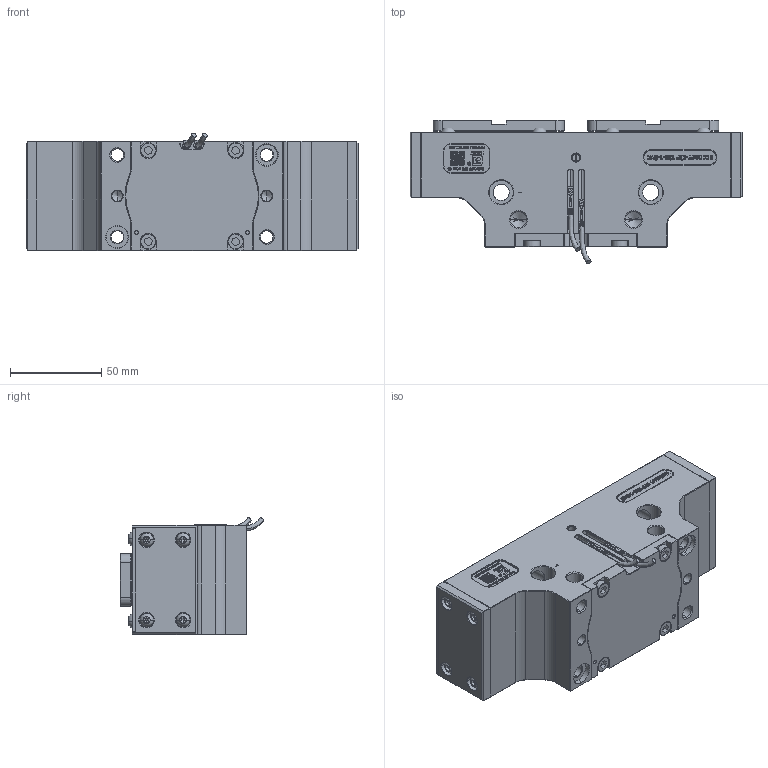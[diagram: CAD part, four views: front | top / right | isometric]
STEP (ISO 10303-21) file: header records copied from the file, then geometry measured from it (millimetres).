
FILE_DESCRIPTION (( 'STEP AP203' ), '1' );
FILE_NAME ('FY-JGP 125-1-SAD.STEP', '2023-12-04T08:47:26', ( 'User' ), ( 'Microsoft' ), 'SwSTEP 2.0', 'SolidWorks 2015', '' );
FILE_SCHEMA (( 'CONFIG_CONTROL_DESIGN' ));
Length unit declared in the file: millimetre
Products named in the file (17): FY-JGP 125-1-SAD賑輸; 棠俶羲壽4.0X15; FY-JGP 125-1-SAD傷裔; FY-JGP 125-1綴裔; hexagon socket button head screws gb_GB_SOCKET_TYPE7 M4X14-N; M5X12情芛蹟隊; FY-JGP 125-1-SAD奻裔啣; hex socket set screws with flat point gb_GB_FASTENER_SCREWS_HSFP M5X5-N; hexagon socket button head screws gb_GB_SOCKET_TYPE7 M4X8-N; 3.175; FY-JGP 125-1-SAD滅鳥賑輸; FY-MPG-plus- 64霧齪; FY-JGP 125-1-SAD; 本公司二维码-梵煜2; FY-JGP 125-1-SAD褲极; 陔遴LOGO齪郪磁; FY-JGP 125-1倰瘍齪
Assembly tree (39 placements, depth 3):
  FY-JGP 125-1-SAD
    FY-JGP 125-1-SAD褲极
    FY-JGP 125-1倰瘍齪
    棠俶羲壽4.0X15  x2
    FY-JGP 125-1綴裔
    M5X12情芛蹟隊  x4
    hex socket set screws with flat point gb_GB_FASTENER_SCREWS_HSFP M5X5-N  x3
    3.175
    陔遴LOGO齪郪磁
      FY-MPG-plus- 64霧齪
      本公司二维码-梵煜2
    FY-JGP 125-1-SAD賑輸  x2
    FY-JGP 125-1-SAD傷裔  x2
    hexagon socket button head screws gb_GB_SOCKET_TYPE7 M4X14-N  x8
    FY-JGP 125-1-SAD奻裔啣
    hexagon socket button head screws gb_GB_SOCKET_TYPE7 M4X8-N  x8
    FY-JGP 125-1-SAD滅鳥賑輸  x2
Bounding box: 182 x 78.56 x 64.36 mm (x, y, z)
Volume: 526057.3 mm3; surface area: 141788 mm2
Topology: 48 solids, 48 shells, 2945 faces, 7352 edges, 4658 vertices
Faces by surface type: plane 1793, cylinder 406, cone 366, bspline 330, sphere 34, torus 16
Entity records: 86666 total; most frequent: CARTESIAN_POINT 31525, ORIENTED_EDGE 11330, DIRECTION 9895, EDGE_CURVE 5665, VECTOR 4245, LINE 4245, VERTEX_POINT 3659, AXIS2_PLACEMENT_3D 2825
